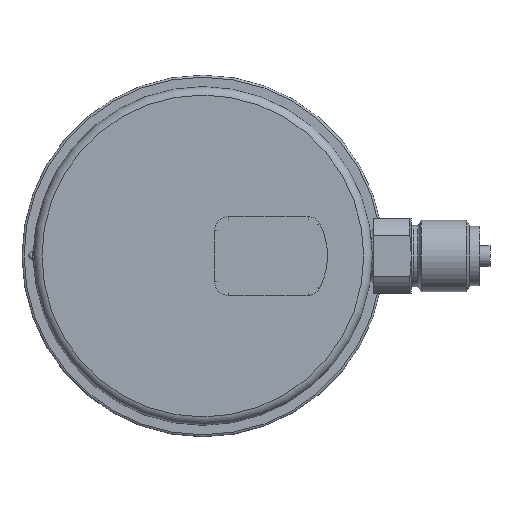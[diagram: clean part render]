
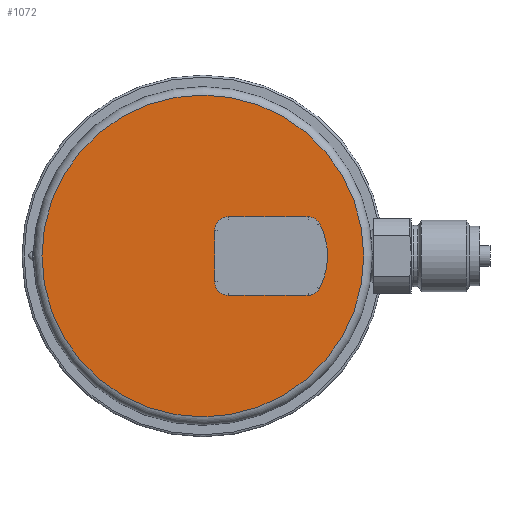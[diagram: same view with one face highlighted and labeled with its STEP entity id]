
A CAD part, front view. The second image highlights one B-rep face of the part: STEP entity #1072.
In plain terms, the highlighted planar face has unit normal (0, 1, 0).
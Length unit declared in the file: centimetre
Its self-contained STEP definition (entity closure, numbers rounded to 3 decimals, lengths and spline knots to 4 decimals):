
#198=FACE_OUTER_BOUND('',#276,.T.);
#276=EDGE_LOOP('',(#695));
#384=CIRCLE('',#1153,5.23);
#459=VERTEX_POINT('',#1587);
#554=EDGE_CURVE('',#459,#459,#384,.T.);
#695=ORIENTED_EDGE('',*,*,#554,.F.);
#977=PLANE('',#1152);
#1072=ADVANCED_FACE('',(#198),#977,.F.);
#1152=AXIS2_PLACEMENT_3D('',#1586,#1289,#1290);
#1153=AXIS2_PLACEMENT_3D('',#1588,#1291,#1292);
#1289=DIRECTION('center_axis',(0.,-1.,0.));
#1290=DIRECTION('ref_axis',(0.,0.,-1.));
#1291=DIRECTION('center_axis',(0.,-1.,0.));
#1292=DIRECTION('ref_axis',(1.,0.,0.));
#1586=CARTESIAN_POINT('Origin',(0.,3.35,
0.));
#1587=CARTESIAN_POINT('',(5.23,3.35,0.));
#1588=CARTESIAN_POINT('Origin',(0.,3.35,
0.));
